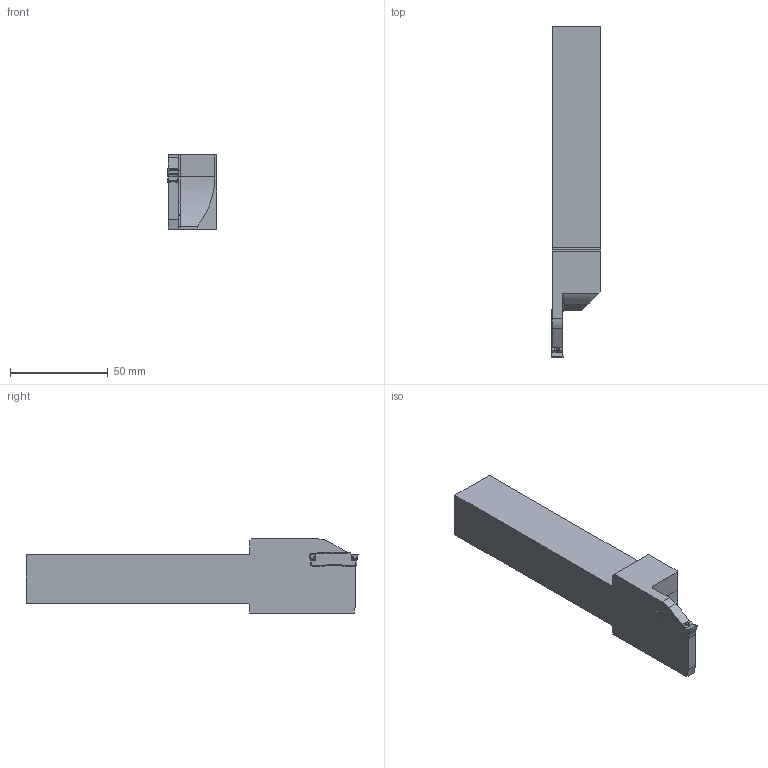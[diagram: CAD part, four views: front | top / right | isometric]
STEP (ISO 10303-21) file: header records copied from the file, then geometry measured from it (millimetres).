
FILE_DESCRIPTION(/* description */ (''),/* implementation_level */ '2;1');
FILE_NAME(/* name */ 'GL6-A2525PFL-32-100_sim.stp',/* time_stamp */ '2021-08-26T13:52:44+02:00',/* author */ (''),/* organization */ (''),/* preprocessor_version */ 'ST-DEVELOPER v16.7',/* originating_system */ 'SIEMENS PLM Software NX 12.0',/* authorisation */ '');
FILE_SCHEMA (('AUTOMOTIVE_DESIGN { 1 0 10303 214 3 1 1 1 }'));
Length unit declared in the file: millimetre
Products named in the file (1): hc72085C3D69fjsz
Bounding box: 25.3 x 170.06 x 38 mm (x, y, z)
Volume: 94089.6 mm3; surface area: 22865.7 mm2
Topology: 2 solids, 5 shells, 261 faces, 653 edges, 394 vertices
Faces by surface type: bspline 98, plane 71, cylinder 66, extrusion 12, cone 7, sphere 6, torus 1
Full cylindrical faces by diameter (mm): 2.4 x3, 2.5 x1, 8 x1
Entity records: 8919 total; most frequent: CARTESIAN_POINT 3750, ORIENTED_EDGE 1232, DIRECTION 796, EDGE_CURVE 616, VERTEX_POINT 379, AXIS2_PLACEMENT_3D 285, EDGE_LOOP 270, ADVANCED_FACE 260
